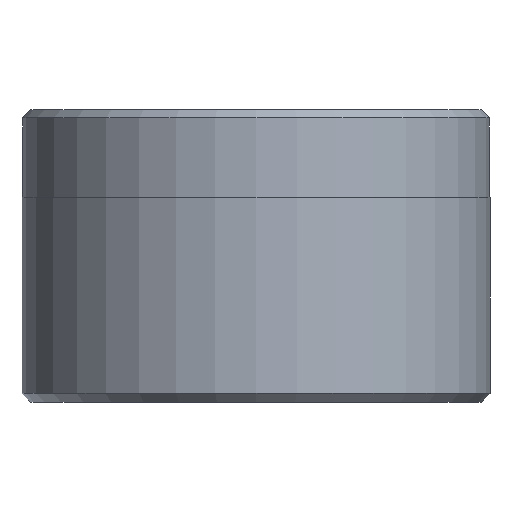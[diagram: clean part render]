
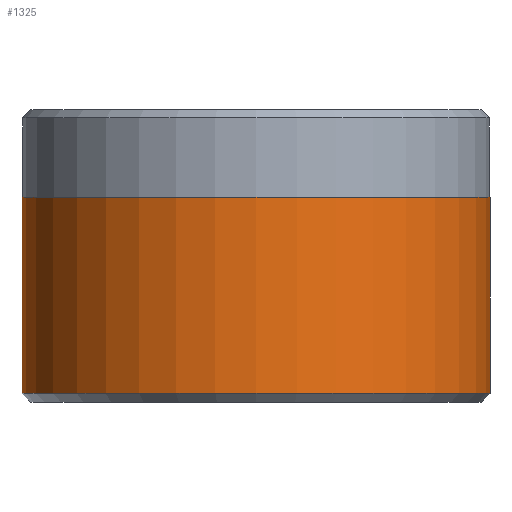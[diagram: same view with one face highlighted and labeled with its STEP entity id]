
A CAD part, front view. The second image highlights one B-rep face of the part: STEP entity #1325.
In plain terms, the highlighted cylindrical face has radius 8 mm (diameter 16 mm), a partial arc.
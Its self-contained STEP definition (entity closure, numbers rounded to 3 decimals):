
#48 = VERTEX_POINT ( 'NONE', #698 ) ;
#57 = EDGE_CURVE ( 'NONE', #1480, #1458, #1666, .T. ) ;
#158 = ORIENTED_EDGE ( 'NONE', *, *, #924, .F. ) ;
#179 = EDGE_LOOP ( 'NONE', ( #1678, #158, #1329, #194 ) ) ;
#194 = ORIENTED_EDGE ( 'NONE', *, *, #1455, .T. ) ;
#327 = CARTESIAN_POINT ( 'NONE',  ( -8., 0., 7. ) ) ;
#483 = VECTOR ( 'NONE', #688, 1000. ) ;
#541 = DIRECTION ( 'NONE',  ( 1., 0., 0. ) ) ;
#647 = CIRCLE ( 'NONE', #1108, 8. ) ;
#671 = CARTESIAN_POINT ( 'NONE',  ( 8., 0., 10. ) ) ;
#688 = DIRECTION ( 'NONE',  ( 0., 0., -1. ) ) ;
#698 = CARTESIAN_POINT ( 'NONE',  ( 8., 0., 7. ) ) ;
#747 = CARTESIAN_POINT ( 'NONE',  ( -8., 0., 0.3 ) ) ;
#750 = VERTEX_POINT ( 'NONE', #1292 ) ;
#805 = VECTOR ( 'NONE', #1000, 1000. ) ;
#811 = EDGE_CURVE ( 'NONE', #48, #750, #1207, .T. ) ;
#924 = EDGE_CURVE ( 'NONE', #1480, #48, #647, .T. ) ;
#1000 = DIRECTION ( 'NONE',  ( 0., 0., -1. ) ) ;
#1010 = DIRECTION ( 'NONE',  ( 1., 0., 0. ) ) ;
#1072 = CARTESIAN_POINT ( 'NONE',  ( -8., 0., 10. ) ) ;
#1108 = AXIS2_PLACEMENT_3D ( 'NONE', #1581, #1705, #541 ) ;
#1207 = LINE ( 'NONE', #671, #483 ) ;
#1292 = CARTESIAN_POINT ( 'NONE',  ( 8., 0., 0.3 ) ) ;
#1309 = CARTESIAN_POINT ( 'NONE',  ( 0., 0., 10. ) ) ;
#1324 = AXIS2_PLACEMENT_3D ( 'NONE', #1598, #1764, #1010 ) ;
#1325 = ADVANCED_FACE ( 'NONE', ( #1649 ), #1606, .T. ) ;
#1329 = ORIENTED_EDGE ( 'NONE', *, *, #57, .T. ) ;
#1419 = CIRCLE ( 'NONE', #1324, 8. ) ;
#1455 = EDGE_CURVE ( 'NONE', #1458, #750, #1419, .T. ) ;
#1458 = VERTEX_POINT ( 'NONE', #747 ) ;
#1480 = VERTEX_POINT ( 'NONE', #327 ) ;
#1570 = AXIS2_PLACEMENT_3D ( 'NONE', #1309, #1737, #1723 ) ;
#1581 = CARTESIAN_POINT ( 'NONE',  ( 0., 0., 7. ) ) ;
#1598 = CARTESIAN_POINT ( 'NONE',  ( 0., 0., 0.3 ) ) ;
#1606 = CYLINDRICAL_SURFACE ( 'NONE', #1570, 8. ) ;
#1649 = FACE_OUTER_BOUND ( 'NONE', #179, .T. ) ;
#1666 = LINE ( 'NONE', #1072, #805 ) ;
#1678 = ORIENTED_EDGE ( 'NONE', *, *, #811, .F. ) ;
#1705 = DIRECTION ( 'NONE',  ( 0., 0., 1. ) ) ;
#1723 = DIRECTION ( 'NONE',  ( -1., 0., 0. ) ) ;
#1737 = DIRECTION ( 'NONE',  ( 0., 0., -1. ) ) ;
#1764 = DIRECTION ( 'NONE',  ( 0., 0., 1. ) ) ;
